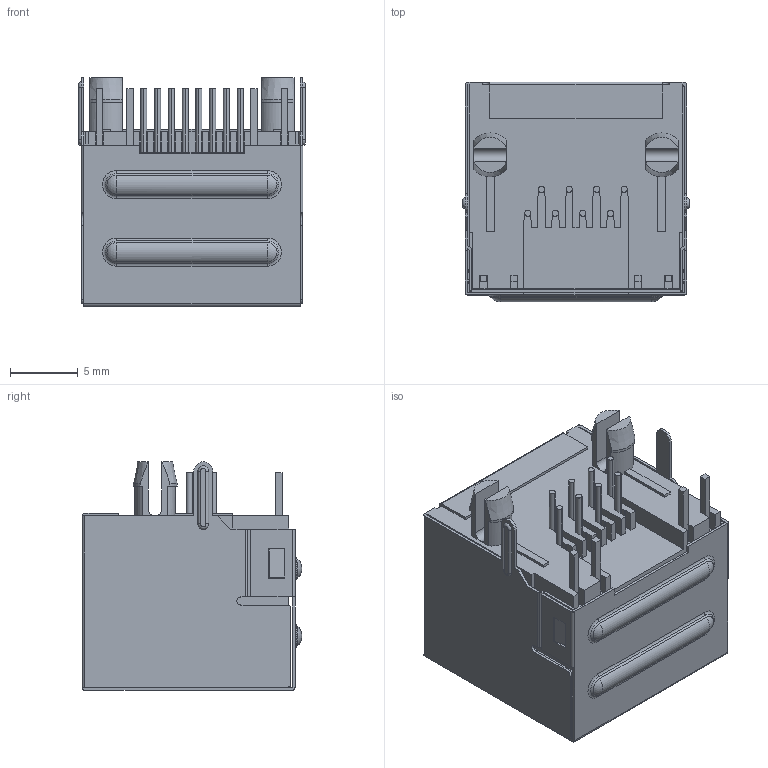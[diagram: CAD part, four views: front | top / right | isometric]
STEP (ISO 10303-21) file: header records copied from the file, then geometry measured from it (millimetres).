
FILE_DESCRIPTION((''),'2;1');
FILE_NAME('RJ003-B-F08G1BY','2019-04-04T',('Administrator'),(''),'PRO/ENGINEER BY PARAMETRIC TECHNOLOGY CORPORATION, 2012090','PRO/ENGINEER BY PARAMETRIC TECHNOLOGY CORPORATION, 2012090','');
FILE_SCHEMA(('CONFIG_CONTROL_DESIGN'));
Length unit declared in the file: millimetre
Products named in the file (1): RJ003-B-F08G1BY
Bounding box: 16.8 x 16.25 x 16.9 mm (x, y, z)
Volume: 2026.4 mm3; surface area: 3483.1 mm2
Topology: 1 solids, 1 shells, 432 faces, 1202 edges, 782 vertices
Faces by surface type: plane 317, cylinder 95, cone 8, torus 6, sphere 4, bspline 2
Entity records: 14138 total; most frequent: CARTESIAN_POINT 2916, ORIENTED_EDGE 2404, DIRECTION 2216, EDGE_CURVE 1202, VECTOR 952, LINE 952, VERTEX_POINT 782, AXIS2_PLACEMENT_3D 632
